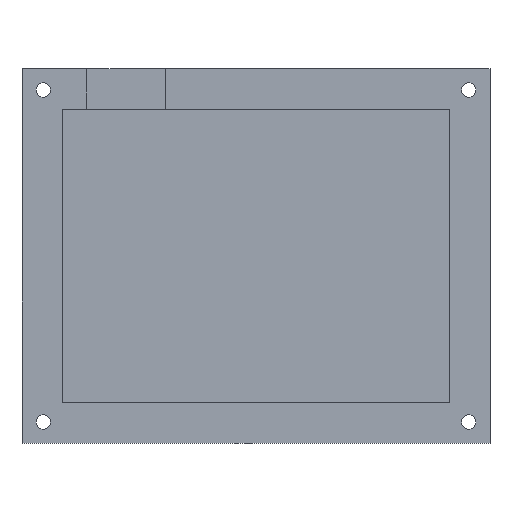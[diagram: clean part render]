
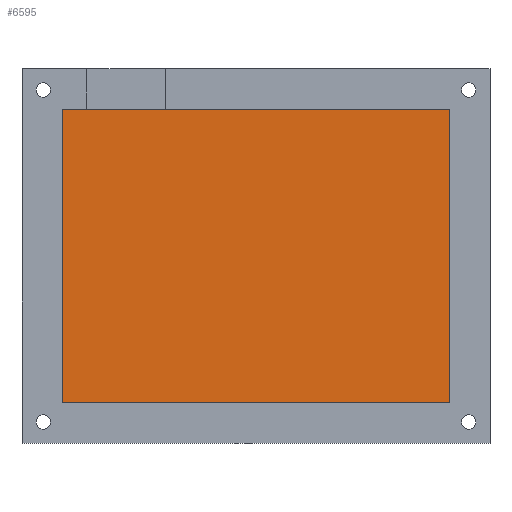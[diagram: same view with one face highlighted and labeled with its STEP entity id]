
A CAD part, top view. The second image highlights one B-rep face of the part: STEP entity #6595.
In plain terms, the highlighted planar face has unit normal (0, 0, 1).
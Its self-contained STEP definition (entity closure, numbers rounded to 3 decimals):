
#1074=FACE_OUTER_BOUND('',#1463,.T.);
#1463=EDGE_LOOP('',(#6047,#6048,#6049,#6050));
#1992=LINE('',#13303,#2515);
#1994=LINE('',#13307,#2517);
#1995=LINE('',#13309,#2518);
#1996=LINE('',#13310,#2519);
#2515=VECTOR('',#7534,10.);
#2517=VECTOR('',#7538,10.);
#2518=VECTOR('',#7539,10.);
#2519=VECTOR('',#7540,10.);
#3176=VERTEX_POINT('',#13300);
#3177=VERTEX_POINT('',#13302);
#3178=VERTEX_POINT('',#13306);
#3179=VERTEX_POINT('',#13308);
#4142=EDGE_CURVE('',#3176,#3177,#1992,.T.);
#4144=EDGE_CURVE('',#3178,#3176,#1994,.T.);
#4145=EDGE_CURVE('',#3179,#3178,#1995,.T.);
#4146=EDGE_CURVE('',#3177,#3179,#1996,.T.);
#6047=ORIENTED_EDGE('',*,*,#4144,.F.);
#6048=ORIENTED_EDGE('',*,*,#4145,.F.);
#6049=ORIENTED_EDGE('',*,*,#4146,.F.);
#6050=ORIENTED_EDGE('',*,*,#4142,.F.);
#6246=PLANE('',#6753);
#6595=ADVANCED_FACE('',(#1074),#6246,.T.);
#6753=AXIS2_PLACEMENT_3D('',#13305,#7536,#7537);
#7534=DIRECTION('',(1.,0.,0.));
#7536=DIRECTION('center_axis',(0.,0.,1.));
#7537=DIRECTION('ref_axis',(1.,0.,0.));
#7538=DIRECTION('',(0.,1.,0.));
#7539=DIRECTION('',(-1.,0.,0.));
#7540=DIRECTION('',(0.,-1.,0.));
#13300=CARTESIAN_POINT('',(0.,69.,3.));
#13302=CARTESIAN_POINT('',(91.,69.,3.));
#13303=CARTESIAN_POINT('',(22.75,69.,3.));
#13305=CARTESIAN_POINT('Origin',(45.5,34.5,3.));
#13306=CARTESIAN_POINT('',(0.,0.,3.));
#13307=CARTESIAN_POINT('',(0.,17.25,3.));
#13308=CARTESIAN_POINT('',(91.,0.,3.));
#13309=CARTESIAN_POINT('',(68.25,0.,3.));
#13310=CARTESIAN_POINT('',(91.,51.75,3.));
